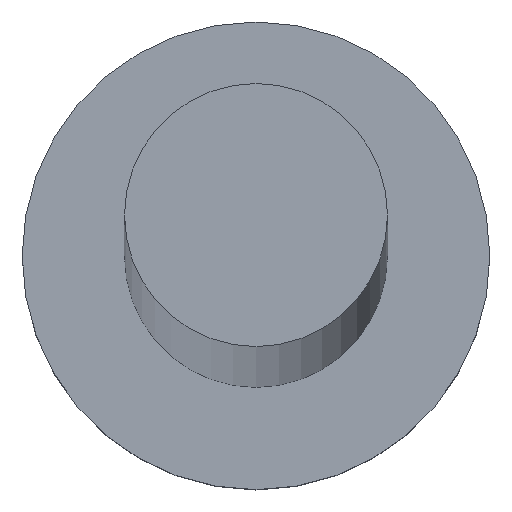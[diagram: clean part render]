
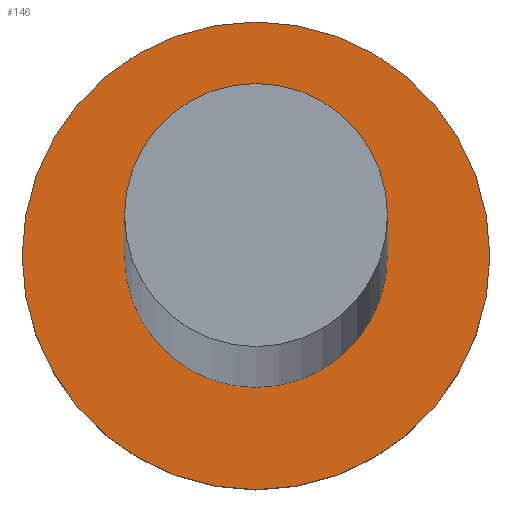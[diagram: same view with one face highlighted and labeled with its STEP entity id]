
A CAD part, top view. The second image highlights one B-rep face of the part: STEP entity #146.
In plain terms, the highlighted planar face has unit normal (0, 0, 1).
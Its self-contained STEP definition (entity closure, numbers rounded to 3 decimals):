
#5 = ORIENTED_EDGE ( 'NONE', *, *, #220, .F. ) ;
#8 = AXIS2_PLACEMENT_3D ( 'NONE', #130, #60, #124 ) ;
#10 = DIRECTION ( 'NONE',  ( 0., 0., 1. ) ) ;
#11 = ORIENTED_EDGE ( 'NONE', *, *, #112, .F. ) ;
#15 = CIRCLE ( 'NONE', #179, 4. ) ;
#17 = EDGE_CURVE ( 'NONE', #217, #246, #237, .T. ) ;
#18 = DIRECTION ( 'NONE',  ( 1., 0., 0. ) ) ;
#24 = AXIS2_PLACEMENT_3D ( 'NONE', #192, #157, #18 ) ;
#31 = VERTEX_POINT ( 'NONE', #91 ) ;
#35 = PLANE ( 'NONE',  #24 ) ;
#41 = DIRECTION ( 'NONE',  ( 0., 0., 1. ) ) ;
#50 = CIRCLE ( 'NONE', #111, 2.25 ) ;
#60 = DIRECTION ( 'NONE',  ( 0., 0., 1. ) ) ;
#68 = AXIS2_PLACEMENT_3D ( 'NONE', #248, #10, #244 ) ;
#80 = CARTESIAN_POINT ( 'NONE',  ( -2.25, 0., 3. ) ) ;
#82 = DIRECTION ( 'NONE',  ( 1., 0., 0. ) ) ;
#84 = FACE_BOUND ( 'NONE', #204, .T. ) ;
#91 = CARTESIAN_POINT ( 'NONE',  ( 2.25, 0., 3. ) ) ;
#93 = ORIENTED_EDGE ( 'NONE', *, *, #128, .T. ) ;
#96 = FACE_OUTER_BOUND ( 'NONE', #162, .T. ) ;
#103 = DIRECTION ( 'NONE',  ( 1., 0., 0. ) ) ;
#111 = AXIS2_PLACEMENT_3D ( 'NONE', #255, #156, #82 ) ;
#112 = EDGE_CURVE ( 'NONE', #31, #185, #122, .T. ) ;
#122 = CIRCLE ( 'NONE', #8, 2.25 ) ;
#124 = DIRECTION ( 'NONE',  ( 1., 0., 0. ) ) ;
#128 = EDGE_CURVE ( 'NONE', #246, #217, #15, .T. ) ;
#130 = CARTESIAN_POINT ( 'NONE',  ( 0., 0., 3. ) ) ;
#146 = ADVANCED_FACE ( 'NONE', ( #84, #96 ), #35, .T. ) ;
#147 = ORIENTED_EDGE ( 'NONE', *, *, #17, .T. ) ;
#156 = DIRECTION ( 'NONE',  ( 0., 0., 1. ) ) ;
#157 = DIRECTION ( 'NONE',  ( 0., 0., 1. ) ) ;
#162 = EDGE_LOOP ( 'NONE', ( #147, #93 ) ) ;
#173 = CARTESIAN_POINT ( 'NONE',  ( 4., 0., 3. ) ) ;
#179 = AXIS2_PLACEMENT_3D ( 'NONE', #253, #41, #103 ) ;
#185 = VERTEX_POINT ( 'NONE', #80 ) ;
#191 = CARTESIAN_POINT ( 'NONE',  ( -4., 0., 3. ) ) ;
#192 = CARTESIAN_POINT ( 'NONE',  ( 0., 0., 3. ) ) ;
#204 = EDGE_LOOP ( 'NONE', ( #5, #11 ) ) ;
#217 = VERTEX_POINT ( 'NONE', #191 ) ;
#220 = EDGE_CURVE ( 'NONE', #185, #31, #50, .T. ) ;
#237 = CIRCLE ( 'NONE', #68, 4. ) ;
#244 = DIRECTION ( 'NONE',  ( 1., 0., 0. ) ) ;
#246 = VERTEX_POINT ( 'NONE', #173 ) ;
#248 = CARTESIAN_POINT ( 'NONE',  ( 0., 0., 3. ) ) ;
#253 = CARTESIAN_POINT ( 'NONE',  ( 0., 0., 3. ) ) ;
#255 = CARTESIAN_POINT ( 'NONE',  ( 0., 0., 3. ) ) ;
